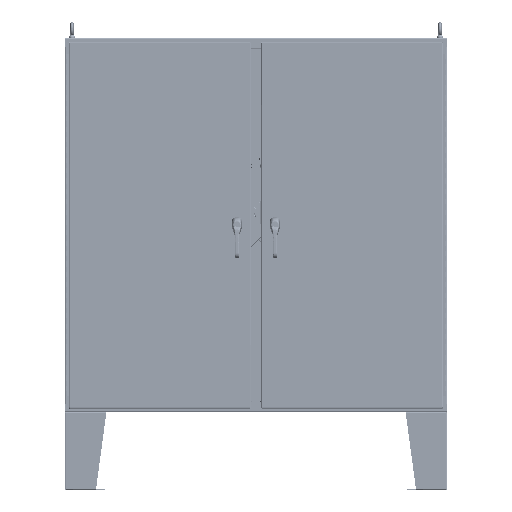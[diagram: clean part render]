
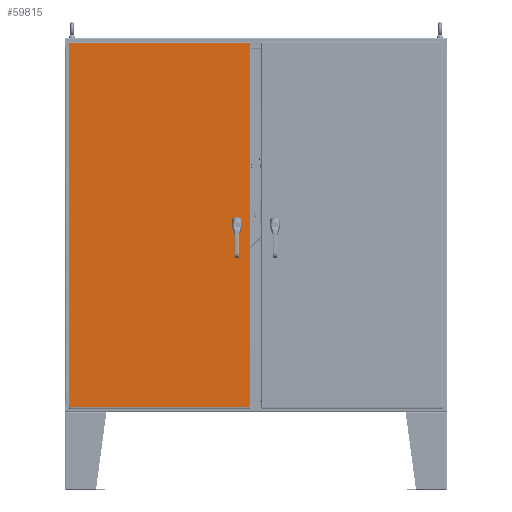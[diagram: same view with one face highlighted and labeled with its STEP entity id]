
A CAD part, top view. The second image highlights one B-rep face of the part: STEP entity #59815.
In plain terms, the highlighted planar face has unit normal (0, 0, 1).
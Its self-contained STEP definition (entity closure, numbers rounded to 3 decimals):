
#2374=FACE_BOUND('',#9202,.T.);
#2375=FACE_BOUND('',#9203,.T.);
#2376=FACE_BOUND('',#9204,.T.);
#2377=FACE_BOUND('',#9205,.T.);
#3490=PLANE('',#63876);
#5394=FACE_OUTER_BOUND('',#9201,.T.);
#9201=EDGE_LOOP('',(#41903,#41904,#41905,#41906));
#9202=EDGE_LOOP('',(#41907,#41908,#41909,#41910,#41911,#41912,#41913,#41914));
#9203=EDGE_LOOP('',(#41915));
#9204=EDGE_LOOP('',(#41916));
#9205=EDGE_LOOP('',(#41917));
#13335=CIRCLE('',#63822,0.453);
#13337=CIRCLE('',#63826,0.453);
#13339=CIRCLE('',#63830,0.453);
#13341=CIRCLE('',#63834,0.453);
#13343=CIRCLE('',#63837,0.14);
#13345=CIRCLE('',#63840,0.14);
#13347=CIRCLE('',#63843,0.14);
#16696=LINE('',#90407,#21528);
#16700=LINE('',#90419,#21532);
#16704=LINE('',#90431,#21536);
#16708=LINE('',#90443,#21540);
#16728=LINE('',#90514,#21560);
#16744=LINE('',#90636,#21576);
#16758=LINE('',#90753,#21590);
#16769=LINE('',#90864,#21601);
#21528=VECTOR('',#71852,0.427);
#21532=VECTOR('',#71864,0.427);
#21536=VECTOR('',#71876,0.427);
#21540=VECTOR('',#71888,0.427);
#21560=VECTOR('',#71944,70.295);
#21576=VECTOR('',#71974,34.67);
#21590=VECTOR('',#72002,70.295);
#21601=VECTOR('',#72025,34.67);
#26365=VERTEX_POINT('',#90404);
#26366=VERTEX_POINT('',#90406);
#26368=VERTEX_POINT('',#90412);
#26370=VERTEX_POINT('',#90418);
#26372=VERTEX_POINT('',#90424);
#26374=VERTEX_POINT('',#90430);
#26376=VERTEX_POINT('',#90436);
#26378=VERTEX_POINT('',#90442);
#26380=VERTEX_POINT('',#90451);
#26382=VERTEX_POINT('',#90456);
#26384=VERTEX_POINT('',#90461);
#26400=VERTEX_POINT('',#90502);
#26401=VERTEX_POINT('',#90513);
#26412=VERTEX_POINT('',#90625);
#26420=VERTEX_POINT('',#90742);
#32189=EDGE_CURVE('',#26366,#26365,#16696,.T.);
#32192=EDGE_CURVE('',#26368,#26366,#13335,.T.);
#32195=EDGE_CURVE('',#26370,#26368,#16700,.T.);
#32198=EDGE_CURVE('',#26372,#26370,#13337,.T.);
#32201=EDGE_CURVE('',#26374,#26372,#16704,.T.);
#32204=EDGE_CURVE('',#26376,#26374,#13339,.T.);
#32207=EDGE_CURVE('',#26378,#26376,#16708,.T.);
#32210=EDGE_CURVE('',#26365,#26378,#13341,.T.);
#32212=EDGE_CURVE('',#26380,#26380,#13343,.T.);
#32214=EDGE_CURVE('',#26382,#26382,#13345,.T.);
#32216=EDGE_CURVE('',#26384,#26384,#13347,.T.);
#32236=EDGE_CURVE('',#26401,#26400,#16728,.T.);
#32256=EDGE_CURVE('',#26400,#26412,#16744,.T.);
#32274=EDGE_CURVE('',#26412,#26420,#16758,.T.);
#32289=EDGE_CURVE('',#26420,#26401,#16769,.T.);
#41903=ORIENTED_EDGE('',*,*,#32236,.T.);
#41904=ORIENTED_EDGE('',*,*,#32256,.T.);
#41905=ORIENTED_EDGE('',*,*,#32274,.T.);
#41906=ORIENTED_EDGE('',*,*,#32289,.T.);
#41907=ORIENTED_EDGE('',*,*,#32189,.T.);
#41908=ORIENTED_EDGE('',*,*,#32210,.T.);
#41909=ORIENTED_EDGE('',*,*,#32207,.T.);
#41910=ORIENTED_EDGE('',*,*,#32204,.T.);
#41911=ORIENTED_EDGE('',*,*,#32201,.T.);
#41912=ORIENTED_EDGE('',*,*,#32198,.T.);
#41913=ORIENTED_EDGE('',*,*,#32195,.T.);
#41914=ORIENTED_EDGE('',*,*,#32192,.T.);
#41915=ORIENTED_EDGE('',*,*,#32212,.T.);
#41916=ORIENTED_EDGE('',*,*,#32214,.T.);
#41917=ORIENTED_EDGE('',*,*,#32216,.T.);
#59815=ADVANCED_FACE('',(#5394,#2374,#2375,#2376,#2377),#3490,.T.);
#63822=AXIS2_PLACEMENT_3D('',#90413,#71858,#71859);
#63826=AXIS2_PLACEMENT_3D('',#90425,#71870,#71871);
#63830=AXIS2_PLACEMENT_3D('',#90437,#71882,#71883);
#63834=AXIS2_PLACEMENT_3D('',#90447,#71894,#71895);
#63837=AXIS2_PLACEMENT_3D('',#90452,#71900,#71901);
#63840=AXIS2_PLACEMENT_3D('',#90457,#71906,#71907);
#63843=AXIS2_PLACEMENT_3D('',#90462,#71912,#71913);
#63876=AXIS2_PLACEMENT_3D('',#90967,#72050,#72051);
#71852=DIRECTION('',(0.,1.,0.));
#71858=DIRECTION('center_axis',(0.,0.,-1.));
#71859=DIRECTION('ref_axis',(-0.882,-0.471,0.));
#71864=DIRECTION('',(-1.,0.,0.));
#71870=DIRECTION('center_axis',(0.,0.,-1.));
#71871=DIRECTION('ref_axis',(0.471,-0.882,0.));
#71876=DIRECTION('',(0.,-1.,0.));
#71882=DIRECTION('center_axis',(0.,0.,-1.));
#71883=DIRECTION('ref_axis',(0.882,0.471,0.));
#71888=DIRECTION('',(1.,0.,0.));
#71894=DIRECTION('center_axis',(0.,0.,-1.));
#71895=DIRECTION('ref_axis',(-0.471,0.882,0.));
#71900=DIRECTION('center_axis',(0.,0.,-1.));
#71901=DIRECTION('ref_axis',(-1.,0.,0.));
#71906=DIRECTION('center_axis',(0.,0.,-1.));
#71907=DIRECTION('ref_axis',(-1.,0.,0.));
#71912=DIRECTION('center_axis',(0.,0.,-1.));
#71913=DIRECTION('ref_axis',(-1.,0.,0.));
#71944=DIRECTION('',(0.,1.,0.));
#71974=DIRECTION('',(-1.,0.,0.));
#72002=DIRECTION('',(0.,-1.,0.));
#72025=DIRECTION('',(1.,0.,0.));
#72050=DIRECTION('center_axis',(0.,0.,1.));
#72051=DIRECTION('ref_axis',(1.,0.,0.));
#90404=CARTESIAN_POINT('',(14.476,0.214,0.134));
#90406=CARTESIAN_POINT('',(14.476,-0.214,0.134));
#90407=CARTESIAN_POINT('',(14.476,0.107,0.134));
#90412=CARTESIAN_POINT('',(14.661,-0.399,0.134));
#90413=CARTESIAN_POINT('Origin',(14.875,0.,
0.134));
#90418=CARTESIAN_POINT('',(15.089,-0.399,0.134));
#90419=CARTESIAN_POINT('',(7.331,-0.4,0.134));
#90424=CARTESIAN_POINT('',(15.275,-0.214,0.134));
#90425=CARTESIAN_POINT('Origin',(14.875,0.,0.134));
#90430=CARTESIAN_POINT('',(15.275,0.214,0.134));
#90431=CARTESIAN_POINT('',(15.275,-0.107,0.134));
#90436=CARTESIAN_POINT('',(15.089,0.4,0.134));
#90437=CARTESIAN_POINT('Origin',(14.875,0.,0.134));
#90442=CARTESIAN_POINT('',(14.661,0.4,0.134));
#90443=CARTESIAN_POINT('',(7.544,0.4,0.134));
#90447=CARTESIAN_POINT('Origin',(14.875,0.,0.134));
#90451=CARTESIAN_POINT('',(15.015,0.885,0.134));
#90452=CARTESIAN_POINT('Origin',(14.875,0.885,0.134));
#90456=CARTESIAN_POINT('',(15.015,-0.886,0.134));
#90457=CARTESIAN_POINT('Origin',(14.875,-0.886,0.134));
#90461=CARTESIAN_POINT('',(15.015,-1.378,0.134));
#90462=CARTESIAN_POINT('Origin',(14.875,-1.378,0.134));
#90502=CARTESIAN_POINT('',(17.335,35.147,0.134));
#90513=CARTESIAN_POINT('',(17.335,-35.147,0.134));
#90514=CARTESIAN_POINT('',(17.335,-17.574,0.134));
#90625=CARTESIAN_POINT('',(-17.335,35.147,0.134));
#90636=CARTESIAN_POINT('',(8.667,35.147,0.134));
#90742=CARTESIAN_POINT('',(-17.335,-35.147,0.134));
#90753=CARTESIAN_POINT('',(-17.335,17.574,0.134));
#90864=CARTESIAN_POINT('',(-8.667,-35.147,0.134));
#90967=CARTESIAN_POINT('Origin',(0.,0.,
0.134));
